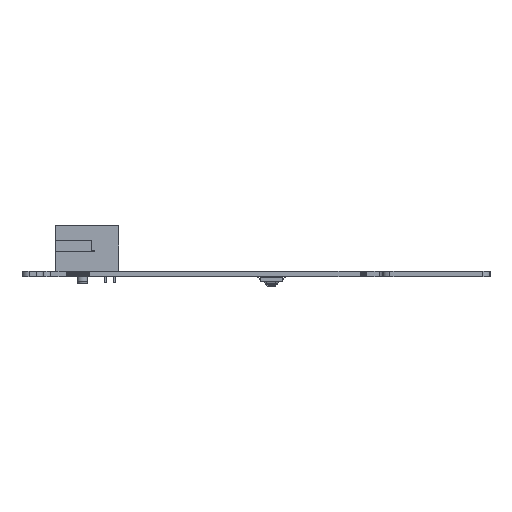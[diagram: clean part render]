
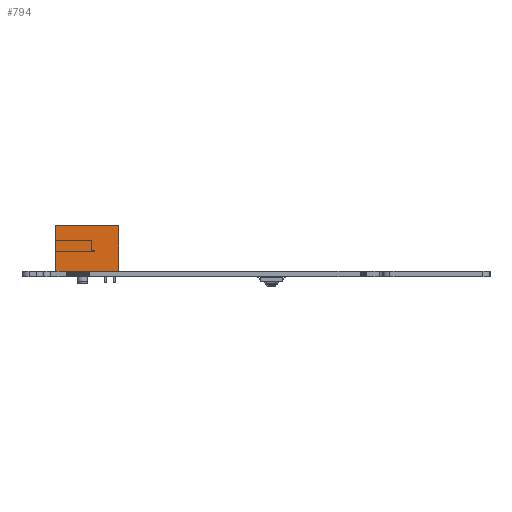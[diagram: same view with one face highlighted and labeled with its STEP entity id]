
A CAD part, left-side view. The second image highlights one B-rep face of the part: STEP entity #794.
In plain terms, the highlighted face is planar.
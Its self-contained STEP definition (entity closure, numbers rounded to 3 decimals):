
#173 = VERTEX_POINT('',#174);
#174 = CARTESIAN_POINT('',(-0.04,-10.46,7.65));
#180 = EDGE_CURVE('',#173,#181,#183,.T.);
#181 = VERTEX_POINT('',#182);
#182 = CARTESIAN_POINT('',(-0.04,2.24,7.65));
#183 = LINE('',#184,#185);
#184 = CARTESIAN_POINT('',(-0.04,-10.46,7.65));
#185 = VECTOR('',#186,1.);
#186 = DIRECTION('',(0.,1.,0.));
#494 = VERTEX_POINT('',#495);
#495 = CARTESIAN_POINT('',(-17.74,-10.46,7.65));
#501 = EDGE_CURVE('',#173,#494,#502,.T.);
#502 = LINE('',#503,#504);
#503 = CARTESIAN_POINT('',(-0.04,-10.46,7.65));
#504 = VECTOR('',#505,1.);
#505 = DIRECTION('',(-1.,0.,0.));
#775 = EDGE_CURVE('',#181,#776,#778,.T.);
#776 = VERTEX_POINT('',#777);
#777 = CARTESIAN_POINT('',(-17.74,2.24,7.65));
#778 = LINE('',#779,#780);
#779 = CARTESIAN_POINT('',(-0.04,2.24,7.65));
#780 = VECTOR('',#781,1.);
#781 = DIRECTION('',(-1.,0.,0.));
#794 = ADVANCED_FACE('',(#795),#806,.T.);
#795 = FACE_BOUND('',#796,.F.);
#796 = EDGE_LOOP('',(#797,#798,#799,#805));
#797 = ORIENTED_EDGE('',*,*,#180,.F.);
#798 = ORIENTED_EDGE('',*,*,#501,.T.);
#799 = ORIENTED_EDGE('',*,*,#800,.T.);
#800 = EDGE_CURVE('',#494,#776,#801,.T.);
#801 = LINE('',#802,#803);
#802 = CARTESIAN_POINT('',(-17.74,-10.46,7.65));
#803 = VECTOR('',#804,1.);
#804 = DIRECTION('',(0.,1.,0.));
#805 = ORIENTED_EDGE('',*,*,#775,.F.);
#806 = PLANE('',#807);
#807 = AXIS2_PLACEMENT_3D('',#808,#809,#810);
#808 = CARTESIAN_POINT('',(-0.04,-10.46,7.65));
#809 = DIRECTION('',(0.,0.,1.));
#810 = DIRECTION('',(0.,1.,0.));
